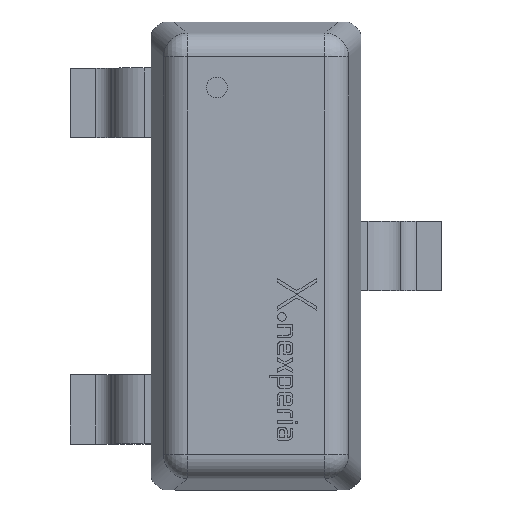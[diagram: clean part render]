
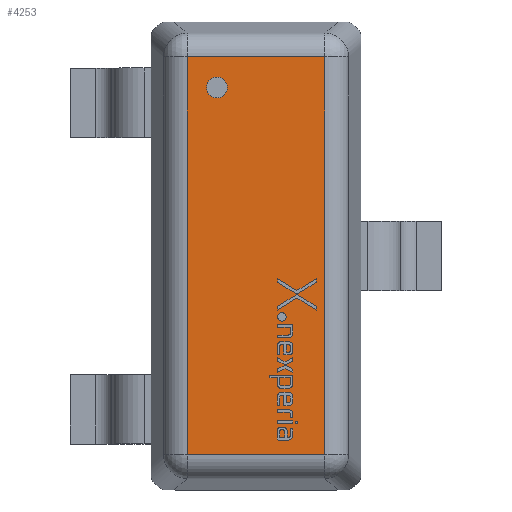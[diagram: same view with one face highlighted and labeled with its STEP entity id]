
A CAD part, top view. The second image highlights one B-rep face of the part: STEP entity #4253.
In plain terms, the highlighted face is planar.
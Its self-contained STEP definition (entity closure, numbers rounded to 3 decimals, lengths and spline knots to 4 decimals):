
#384=FACE_OUTER_BOUND('',#638,.T.);
#638=EDGE_LOOP('',(#2961,#2962,#2963,#2964));
#896=LINE('',#6197,#1337);
#900=LINE('',#6205,#1341);
#901=LINE('',#6207,#1342);
#905=LINE('',#6213,#1346);
#1337=VECTOR('',#5016,2.4659);
#1341=VECTOR('',#5026,0.8541);
#1342=VECTOR('',#5029,0.8541);
#1346=VECTOR('',#5037,2.4659);
#1805=VERTEX_POINT('',#6174);
#1806=VERTEX_POINT('',#6178);
#1809=VERTEX_POINT('',#6185);
#1810=VERTEX_POINT('',#6189);
#2249=EDGE_CURVE('',#1810,#1809,#896,.T.);
#2254=EDGE_CURVE('',#1806,#1810,#900,.T.);
#2255=EDGE_CURVE('',#1809,#1805,#901,.T.);
#2259=EDGE_CURVE('',#1805,#1806,#905,.T.);
#2961=ORIENTED_EDGE('',*,*,#2249,.F.);
#2962=ORIENTED_EDGE('',*,*,#2254,.F.);
#2963=ORIENTED_EDGE('',*,*,#2259,.F.);
#2964=ORIENTED_EDGE('',*,*,#2255,.F.);
#4070=PLANE('',#4566);
#4253=ADVANCED_FACE('',(#384),#4070,.T.);
#4566=AXIS2_PLACEMENT_3D('',#6219,#5046,#5047);
#5016=DIRECTION('',(1.,0.,0.));
#5026=DIRECTION('',(0.,0.,-1.));
#5029=DIRECTION('',(0.,0.,1.));
#5037=DIRECTION('',(-1.,0.,0.));
#5046=DIRECTION('center_axis',(0.,1.,0.));
#5047=DIRECTION('ref_axis',(0.,0.,1.));
#6174=CARTESIAN_POINT('',(1.2329,0.65,0.427));
#6178=CARTESIAN_POINT('',(-1.2329,0.65,0.427));
#6185=CARTESIAN_POINT('',(1.2329,0.65,-0.427));
#6189=CARTESIAN_POINT('',(-1.2329,0.65,-0.427));
#6197=CARTESIAN_POINT('',(0.365,0.65,-0.427));
#6205=CARTESIAN_POINT('',(-1.2329,0.65,-0.1625));
#6207=CARTESIAN_POINT('',(1.2329,0.65,0.1625));
#6213=CARTESIAN_POINT('',(-0.365,0.65,0.427));
#6219=CARTESIAN_POINT('Origin',(0.,0.65,0.));
